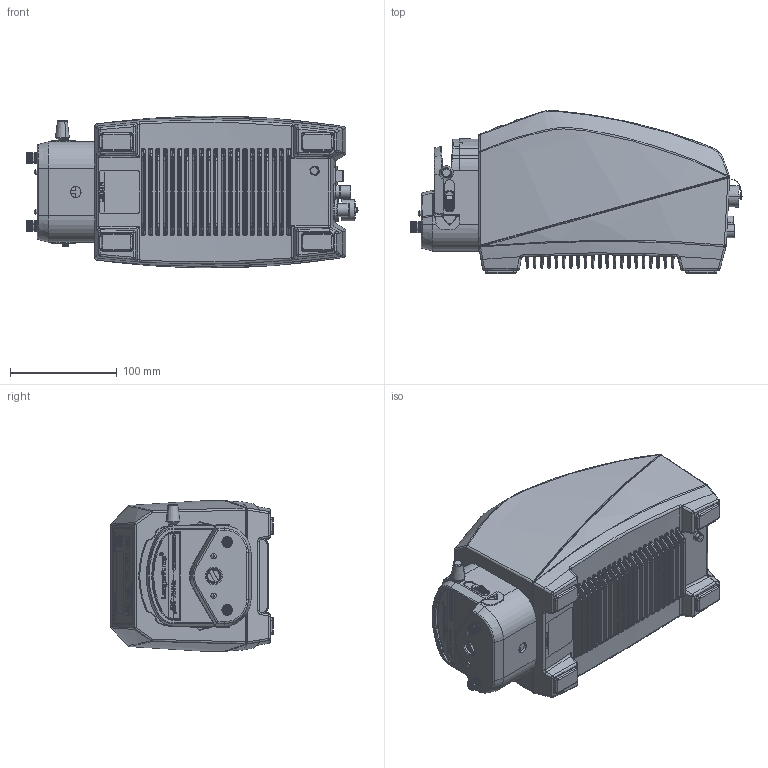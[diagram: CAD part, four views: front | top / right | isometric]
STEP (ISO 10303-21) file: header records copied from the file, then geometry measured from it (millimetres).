
FILE_DESCRIPTION (( 'STEP AP203' ), '1' );
FILE_NAME ('G100-2J&YZ1515x-M.STEP', '2023-07-12T08:12:08', ( 'lg' ), ( '' ), 'SwSTEP 2.0', 'SolidWorks 2013', '' );
FILE_SCHEMA (( 'CONFIG_CONTROL_DESIGN' ));
Products named in the file (1): G100-2J&YZ1515x-M
Bounding box: 310.78 x 152.46 x 141.97 mm (x, y, z)
Surface area: 239491.5 mm2 (no closed solid volume)
Topology: 0 solids, 96 shells, 2233 faces, 9029 edges, 6599 vertices
Faces by surface type: plane 860, cylinder 688, bspline 442, sphere 94, torus 86, cone 63
Entity records: 114923 total; most frequent: CARTESIAN_POINT 46641, ORIENTED_EDGE 13269, DIRECTION 12828, EDGE_CURVE 9003, VERTEX_POINT 6599, LINE 4602, VECTOR 4602, AXIS2_PLACEMENT_3D 4113
